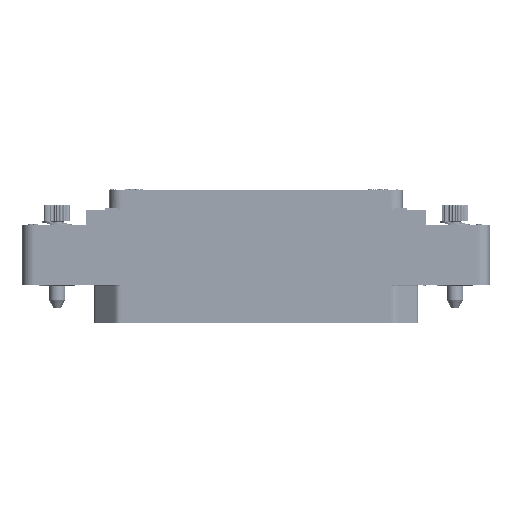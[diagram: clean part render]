
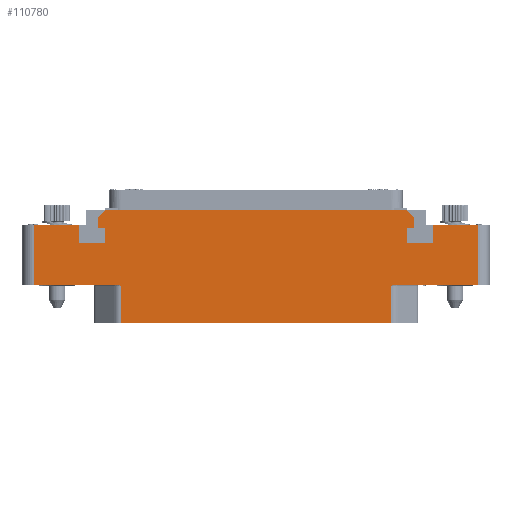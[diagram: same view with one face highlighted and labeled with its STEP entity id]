
A CAD part, top view. The second image highlights one B-rep face of the part: STEP entity #110780.
In plain terms, the highlighted planar face has unit normal (0, 0, 1).
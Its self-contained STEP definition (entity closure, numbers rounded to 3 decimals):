
#4219=DIRECTION('',(0.,-1.,0.));
#4220=VECTOR('',#4219,10.25);
#4221=CARTESIAN_POINT('',(-38.,10.25,7.));
#4222=LINE('',#4221,#4220);
#4237=DIRECTION('',(1.,0.,0.));
#4238=VECTOR('',#4237,7.8);
#4239=CARTESIAN_POINT('',(-38.,10.25,7.));
#4240=LINE('',#4239,#4238);
#4241=DIRECTION('',(0.,-1.,0.));
#4242=VECTOR('',#4241,3.2);
#4243=CARTESIAN_POINT('',(-30.2,10.25,7.));
#4244=LINE('',#4243,#4242);
#4245=DIRECTION('',(1.,0.,0.));
#4246=VECTOR('',#4245,4.4);
#4247=CARTESIAN_POINT('',(-30.2,7.05,7.));
#4248=LINE('',#4247,#4246);
#4249=DIRECTION('',(0.,1.,0.));
#4250=VECTOR('',#4249,2.6);
#4251=CARTESIAN_POINT('',(-25.8,7.05,7.));
#4252=LINE('',#4251,#4250);
#4253=DIRECTION('',(-1.,0.,0.));
#4254=VECTOR('',#4253,1.2);
#4255=CARTESIAN_POINT('',(-25.8,9.65,7.));
#4256=LINE('',#4255,#4254);
#4257=DIRECTION('',(0.,-1.,0.));
#4258=VECTOR('',#4257,1.9);
#4259=CARTESIAN_POINT('',(-27.,11.55,7.));
#4260=LINE('',#4259,#4258);
#4261=DIRECTION('',(1.,0.,0.));
#4262=VECTOR('',#4261,51.6);
#4263=CARTESIAN_POINT('',(-25.8,12.75,7.));
#4264=LINE('',#4263,#4262);
#4265=DIRECTION('',(0.,-1.,0.));
#4266=VECTOR('',#4265,1.9);
#4267=CARTESIAN_POINT('',(27.,11.55,7.));
#4268=LINE('',#4267,#4266);
#4269=DIRECTION('',(-1.,0.,0.));
#4270=VECTOR('',#4269,1.2);
#4271=CARTESIAN_POINT('',(27.,9.65,7.));
#4272=LINE('',#4271,#4270);
#4273=DIRECTION('',(0.,-1.,0.));
#4274=VECTOR('',#4273,2.6);
#4275=CARTESIAN_POINT('',(25.8,9.65,7.));
#4276=LINE('',#4275,#4274);
#4277=DIRECTION('',(1.,0.,0.));
#4278=VECTOR('',#4277,4.4);
#4279=CARTESIAN_POINT('',(25.8,7.05,7.));
#4280=LINE('',#4279,#4278);
#4281=DIRECTION('',(0.,1.,0.));
#4282=VECTOR('',#4281,3.2);
#4283=CARTESIAN_POINT('',(30.2,7.05,7.));
#4284=LINE('',#4283,#4282);
#4285=DIRECTION('',(1.,0.,0.));
#4286=VECTOR('',#4285,7.8);
#4287=CARTESIAN_POINT('',(30.2,10.25,7.));
#4288=LINE('',#4287,#4286);
#4289=DIRECTION('',(1.,0.,0.));
#4290=VECTOR('',#4289,14.082);
#4291=CARTESIAN_POINT('',(23.918,0.,7.));
#4292=LINE('',#4291,#4290);
#4351=CARTESIAN_POINT('',(23.118,-0.2,7.));
#4352=CARTESIAN_POINT('',(23.141,-0.192,7.));
#4353=CARTESIAN_POINT('',(23.187,-0.175,7.));
#4354=CARTESIAN_POINT('',(23.255,-0.15,7.));
#4355=CARTESIAN_POINT('',(23.324,-0.126,7.));
#4356=CARTESIAN_POINT('',(23.393,-0.103,7.));
#4357=CARTESIAN_POINT('',(23.464,-0.081,7.));
#4358=CARTESIAN_POINT('',(23.535,-0.06,7.));
#4359=CARTESIAN_POINT('',(23.608,-0.041,7.));
#4360=CARTESIAN_POINT('',(23.684,-0.024,7.));
#4361=CARTESIAN_POINT('',(23.761,-0.011,7.));
#4362=CARTESIAN_POINT('',(23.84,-0.002,7.));
#4363=CARTESIAN_POINT('',(23.892,0.,7.));
#4364=CARTESIAN_POINT('',(23.918,0.,7.));
#4380=DIRECTION('',(0.,1.,0.));
#4381=VECTOR('',#4380,6.3);
#4382=CARTESIAN_POINT('',(23.118,-6.5,7.));
#4383=LINE('',#4382,#4381);
#5389=DIRECTION('',(0.,1.,0.));
#5390=VECTOR('',#5389,10.25);
#5391=CARTESIAN_POINT('',(38.,0.,7.));
#5392=LINE('',#5391,#5390);
#5435=DIRECTION('',(0.707,-0.707,0.));
#5436=VECTOR('',#5435,1.697);
#5437=CARTESIAN_POINT('',(25.8,12.75,7.));
#5438=LINE('',#5437,#5436);
#7923=DIRECTION('',(-0.707,-0.707,0.));
#7924=VECTOR('',#7923,1.697);
#7925=CARTESIAN_POINT('',(-25.8,12.75,7.));
#7926=LINE('',#7925,#7924);
#76702=DIRECTION('',(1.,0.,0.));
#76703=VECTOR('',#76702,14.082);
#76704=CARTESIAN_POINT('',(-38.,0.,7.));
#76705=LINE('',#76704,#76703);
#76813=CARTESIAN_POINT('',(-23.918,0.,7.));
#76814=CARTESIAN_POINT('',(-23.892,0.,7.));
#76815=CARTESIAN_POINT('',(-23.84,-0.002,7.));
#76816=CARTESIAN_POINT('',(-23.762,-0.011,7.));
#76817=CARTESIAN_POINT('',(-23.685,-0.024,7.));
#76818=CARTESIAN_POINT('',(-23.61,-0.041,7.));
#76819=CARTESIAN_POINT('',(-23.536,-0.06,7.));
#76820=CARTESIAN_POINT('',(-23.463,-0.081,7.));
#76821=CARTESIAN_POINT('',(-23.392,-0.103,7.));
#76822=CARTESIAN_POINT('',(-23.322,-0.127,7.));
#76823=CARTESIAN_POINT('',(-23.254,-0.151,7.));
#76824=CARTESIAN_POINT('',(-23.186,-0.175,7.));
#76825=CARTESIAN_POINT('',(-23.141,-0.192,7.));
#76826=CARTESIAN_POINT('',(-23.118,-0.2,7.));
#76828=DIRECTION('',(0.,1.,0.));
#76829=VECTOR('',#76828,6.3);
#76830=CARTESIAN_POINT('',(-23.118,-6.5,7.));
#76831=LINE('',#76830,#76829);
#76853=DIRECTION('',(-1.,0.,0.));
#76854=VECTOR('',#76853,46.236);
#76855=CARTESIAN_POINT('',(23.118,-6.5,7.));
#76856=LINE('',#76855,#76854);
#88315=CARTESIAN_POINT('',(-30.2,10.25,7.));
#88316=CARTESIAN_POINT('',(-30.2,7.05,7.));
#88317=VERTEX_POINT('',#88315);
#88318=VERTEX_POINT('',#88316);
#88319=CARTESIAN_POINT('',(-25.8,7.05,7.));
#88320=VERTEX_POINT('',#88319);
#88321=CARTESIAN_POINT('',(-25.8,9.65,7.));
#88322=VERTEX_POINT('',#88321);
#88323=CARTESIAN_POINT('',(-27.,9.65,7.));
#88324=VERTEX_POINT('',#88323);
#88325=CARTESIAN_POINT('',(27.,9.65,7.));
#88326=CARTESIAN_POINT('',(25.8,9.65,7.));
#88327=VERTEX_POINT('',#88325);
#88328=VERTEX_POINT('',#88326);
#88329=CARTESIAN_POINT('',(25.8,7.05,7.));
#88330=VERTEX_POINT('',#88329);
#88331=CARTESIAN_POINT('',(30.2,7.05,7.));
#88332=VERTEX_POINT('',#88331);
#88333=CARTESIAN_POINT('',(30.2,10.25,7.));
#88334=VERTEX_POINT('',#88333);
#88339=CARTESIAN_POINT('',(-27.,11.55,7.));
#88341=VERTEX_POINT('',#88339);
#88343=CARTESIAN_POINT('',(-25.8,12.75,7.));
#88344=VERTEX_POINT('',#88343);
#88345=CARTESIAN_POINT('',(27.,11.55,7.));
#88347=VERTEX_POINT('',#88345);
#88349=CARTESIAN_POINT('',(25.8,12.75,7.));
#88350=VERTEX_POINT('',#88349);
#88435=CARTESIAN_POINT('',(38.,0.,7.));
#88436=CARTESIAN_POINT('',(38.,10.25,7.));
#88437=VERTEX_POINT('',#88435);
#88438=VERTEX_POINT('',#88436);
#88443=CARTESIAN_POINT('',(-38.,10.25,7.));
#88444=CARTESIAN_POINT('',(-38.,0.,7.));
#88445=VERTEX_POINT('',#88443);
#88446=VERTEX_POINT('',#88444);
#88652=CARTESIAN_POINT('',(23.118,-6.5,7.));
#88654=VERTEX_POINT('',#88652);
#88655=CARTESIAN_POINT('',(-23.118,-6.5,7.));
#88657=VERTEX_POINT('',#88655);
#88719=CARTESIAN_POINT('',(-23.118,-0.2,7.));
#88720=VERTEX_POINT('',#88719);
#88721=CARTESIAN_POINT('',(-23.918,0.,7.));
#88722=VERTEX_POINT('',#88721);
#88723=CARTESIAN_POINT('',(23.118,-0.2,7.));
#88725=VERTEX_POINT('',#88723);
#88727=CARTESIAN_POINT('',(23.918,0.,7.));
#88729=VERTEX_POINT('',#88727);
#110727=CARTESIAN_POINT('',(0.,0.,7.));
#110728=DIRECTION('',(0.,0.,-1.));
#110729=DIRECTION('',(-1.,0.,0.));
#110730=AXIS2_PLACEMENT_3D('',#110727,#110728,#110729);
#110731=PLANE('',#110730);
#110733=ORIENTED_EDGE('',*,*,#110732,.F.);
#110735=ORIENTED_EDGE('',*,*,#110734,.F.);
#110737=ORIENTED_EDGE('',*,*,#110736,.F.);
#110739=ORIENTED_EDGE('',*,*,#110738,.T.);
#110741=ORIENTED_EDGE('',*,*,#110740,.T.);
#110743=ORIENTED_EDGE('',*,*,#110742,.F.);
#110745=ORIENTED_EDGE('',*,*,#110744,.F.);
#110746=ORIENTED_EDGE('',*,*,#110717,.F.);
#110747=ORIENTED_EDGE('',*,*,#110439,.T.);
#110749=ORIENTED_EDGE('',*,*,#110748,.T.);
#110751=ORIENTED_EDGE('',*,*,#110750,.T.);
#110753=ORIENTED_EDGE('',*,*,#110752,.T.);
#110755=ORIENTED_EDGE('',*,*,#110754,.T.);
#110757=ORIENTED_EDGE('',*,*,#110756,.F.);
#110759=ORIENTED_EDGE('',*,*,#110758,.F.);
#110761=ORIENTED_EDGE('',*,*,#110760,.T.);
#110763=ORIENTED_EDGE('',*,*,#110762,.T.);
#110765=ORIENTED_EDGE('',*,*,#110764,.T.);
#110767=ORIENTED_EDGE('',*,*,#110766,.T.);
#110769=ORIENTED_EDGE('',*,*,#110768,.T.);
#110771=ORIENTED_EDGE('',*,*,#110770,.T.);
#110773=ORIENTED_EDGE('',*,*,#110772,.T.);
#110775=ORIENTED_EDGE('',*,*,#110774,.T.);
#110777=ORIENTED_EDGE('',*,*,#110776,.F.);
#110778=EDGE_LOOP('',(#110733,#110735,#110737,#110739,#110741,#110743,#110745,
#110746,#110747,#110749,#110751,#110753,#110755,#110757,#110759,#110761,#110763,
#110765,#110767,#110769,#110771,#110773,#110775,#110777));
#110779=FACE_OUTER_BOUND('',#110778,.F.);
#110780=ADVANCED_FACE('',(#110779),#110731,.F.);
#4365=B_SPLINE_CURVE_WITH_KNOTS('',3,(#4351,#4352,#4353,#4354,#4355,#4356,#4357,
#4358,#4359,#4360,#4361,#4362,#4363,#4364),.UNSPECIFIED.,.F.,.F.,(4,1,1,1,1,1,1,
1,1,1,1,4),(0.,0.091,0.182,0.273,
0.364,0.455,0.545,0.636,
0.727,0.818,0.909,1.),.UNSPECIFIED.);
#76827=B_SPLINE_CURVE_WITH_KNOTS('',3,(#76813,#76814,#76815,#76816,#76817,
#76818,#76819,#76820,#76821,#76822,#76823,#76824,#76825,#76826),.UNSPECIFIED.,
.F.,.F.,(4,1,1,1,1,1,1,1,1,1,1,4),(0.,0.091,0.182,
0.273,0.364,0.455,0.545,
0.636,0.727,0.818,0.909,1.),
.UNSPECIFIED.);
#110439=EDGE_CURVE('',#88445,#88317,#4240,.T.);
#110717=EDGE_CURVE('',#88445,#88446,#4222,.T.);
#110732=EDGE_CURVE('',#88729,#88437,#4292,.T.);
#110734=EDGE_CURVE('',#88725,#88729,#4365,.T.);
#110736=EDGE_CURVE('',#88654,#88725,#4383,.T.);
#110738=EDGE_CURVE('',#88654,#88657,#76856,.T.);
#110740=EDGE_CURVE('',#88657,#88720,#76831,.T.);
#110742=EDGE_CURVE('',#88722,#88720,#76827,.T.);
#110744=EDGE_CURVE('',#88446,#88722,#76705,.T.);
#110748=EDGE_CURVE('',#88317,#88318,#4244,.T.);
#110750=EDGE_CURVE('',#88318,#88320,#4248,.T.);
#110752=EDGE_CURVE('',#88320,#88322,#4252,.T.);
#110754=EDGE_CURVE('',#88322,#88324,#4256,.T.);
#110756=EDGE_CURVE('',#88341,#88324,#4260,.T.);
#110758=EDGE_CURVE('',#88344,#88341,#7926,.T.);
#110760=EDGE_CURVE('',#88344,#88350,#4264,.T.);
#110762=EDGE_CURVE('',#88350,#88347,#5438,.T.);
#110764=EDGE_CURVE('',#88347,#88327,#4268,.T.);
#110766=EDGE_CURVE('',#88327,#88328,#4272,.T.);
#110768=EDGE_CURVE('',#88328,#88330,#4276,.T.);
#110770=EDGE_CURVE('',#88330,#88332,#4280,.T.);
#110772=EDGE_CURVE('',#88332,#88334,#4284,.T.);
#110774=EDGE_CURVE('',#88334,#88438,#4288,.T.);
#110776=EDGE_CURVE('',#88437,#88438,#5392,.T.);
